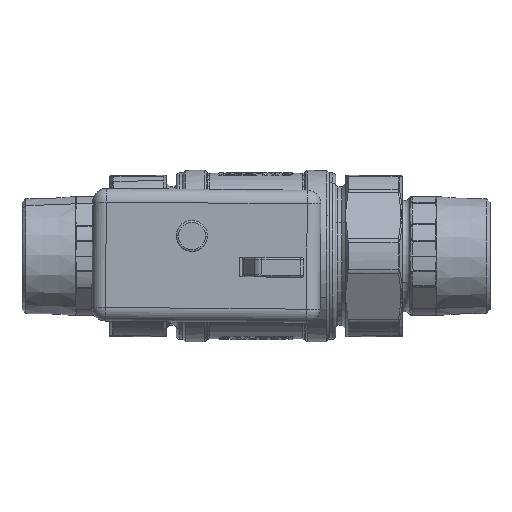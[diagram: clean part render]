
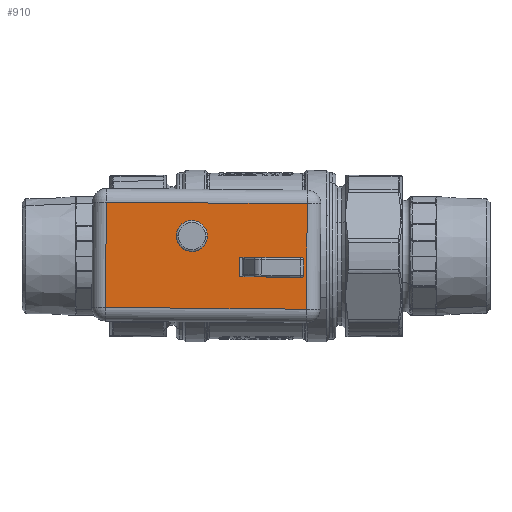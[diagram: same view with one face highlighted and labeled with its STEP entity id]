
A CAD part, left-side view. The second image highlights one B-rep face of the part: STEP entity #910.
In plain terms, the highlighted planar face has unit normal (-1, 0, 0).
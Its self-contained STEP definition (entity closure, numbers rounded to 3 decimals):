
#773=CARTESIAN_POINT('Vertex',(12.194,-200.491,-142.408)) ;
#778=CARTESIAN_POINT('Line Origine',(12.194,-200.447,-147.408)) ;
#782=CARTESIAN_POINT('Vertex',(12.194,-200.403,-152.408)) ;
#828=CARTESIAN_POINT('Axis2P3D Location',(12.194,-235.183,-108.037)) ;
#833=CARTESIAN_POINT('Line Origine',(12.194,-131.89,-141.137)) ;
#837=CARTESIAN_POINT('Vertex',(12.194,-132.126,-114.138)) ;
#839=CARTESIAN_POINT('Vertex',(12.194,-131.654,-168.136)) ;
#842=CARTESIAN_POINT('Line Origine',(12.194,-183.152,-168.585)) ;
#846=CARTESIAN_POINT('Vertex',(12.194,-234.65,-169.035)) ;
#849=CARTESIAN_POINT('Line Origine',(12.194,-234.886,-142.036)) ;
#853=CARTESIAN_POINT('Vertex',(12.194,-235.122,-115.037)) ;
#856=CARTESIAN_POINT('Line Origine',(12.194,-183.624,-114.587)) ;
#867=CARTESIAN_POINT('Line Origine',(12.194,-212.446,-147.513)) ;
#871=CARTESIAN_POINT('Vertex',(12.194,-212.403,-152.513)) ;
#873=CARTESIAN_POINT('Vertex',(12.194,-212.49,-142.513)) ;
#876=CARTESIAN_POINT('Line Origine',(12.194,-206.403,-152.46)) ;
#881=CARTESIAN_POINT('Line Origine',(12.194,-206.49,-142.461)) ;
#892=CARTESIAN_POINT('Axis2P3D Location',(12.194,-175.976,-131.521)) ;
#896=CARTESIAN_POINT('Vertex',(12.194,-173.476,-131.499)) ;
#898=CARTESIAN_POINT('Vertex',(12.194,-178.475,-131.543)) ;
#901=CARTESIAN_POINT('Axis2P3D Location',(12.194,-175.976,-131.521)) ;
#780=VECTOR('Line Direction',#779,1.) ;
#835=VECTOR('Line Direction',#834,1.) ;
#844=VECTOR('Line Direction',#843,1.) ;
#851=VECTOR('Line Direction',#850,1.) ;
#858=VECTOR('Line Direction',#857,1.) ;
#869=VECTOR('Line Direction',#868,1.) ;
#878=VECTOR('Line Direction',#877,1.) ;
#883=VECTOR('Line Direction',#882,1.) ;
#779=DIRECTION('Vector Direction',(0.,-0.009,1.)) ;
#829=DIRECTION('Axis2P3D Direction',(-1.,0.,0.)) ;
#830=DIRECTION('Axis2P3D XDirection',(0.,1.,0.009)) ;
#834=DIRECTION('Vector Direction',(0.,0.009,-1.)) ;
#843=DIRECTION('Vector Direction',(0.,1.,0.009)) ;
#850=DIRECTION('Vector Direction',(0.,0.009,-1.)) ;
#857=DIRECTION('Vector Direction',(0.,1.,0.009)) ;
#868=DIRECTION('Vector Direction',(0.,0.009,-1.)) ;
#877=DIRECTION('Vector Direction',(0.,-1.,-0.009)) ;
#882=DIRECTION('Vector Direction',(0.,1.,0.009)) ;
#893=DIRECTION('Axis2P3D Direction',(-1.,0.,0.)) ;
#902=DIRECTION('Axis2P3D Direction',(-1.,0.,0.)) ;
#831=AXIS2_PLACEMENT_3D('Plane Axis2P3D',#828,#829,#830) ;
#894=AXIS2_PLACEMENT_3D('Circle Axis2P3D',#892,#893,$) ;
#903=AXIS2_PLACEMENT_3D('Circle Axis2P3D',#901,#902,$) ;
#781=LINE('Line',#778,#780) ;
#836=LINE('Line',#833,#835) ;
#845=LINE('Line',#842,#844) ;
#852=LINE('Line',#849,#851) ;
#859=LINE('Line',#856,#858) ;
#870=LINE('Line',#867,#869) ;
#879=LINE('Line',#876,#878) ;
#884=LINE('Line',#881,#883) ;
#895=CIRCLE('generated circle',#894,2.5) ;
#904=CIRCLE('generated circle',#903,2.5) ;
#832=PLANE('',#831) ;
#891=FACE_BOUND('',#886,.T.) ;
#909=FACE_BOUND('',#906,.T.) ;
#784=EDGE_CURVE('',#774,#783,#781,.F.) ;
#841=EDGE_CURVE('',#838,#840,#836,.T.) ;
#848=EDGE_CURVE('',#847,#840,#845,.T.) ;
#855=EDGE_CURVE('',#854,#847,#852,.T.) ;
#860=EDGE_CURVE('',#854,#838,#859,.T.) ;
#875=EDGE_CURVE('',#872,#874,#870,.F.) ;
#880=EDGE_CURVE('',#783,#872,#879,.T.) ;
#885=EDGE_CURVE('',#874,#774,#884,.T.) ;
#900=EDGE_CURVE('',#897,#899,#895,.T.) ;
#905=EDGE_CURVE('',#899,#897,#904,.T.) ;
#862=ORIENTED_EDGE('',*,*,#841,.T.) ;
#863=ORIENTED_EDGE('',*,*,#848,.F.) ;
#864=ORIENTED_EDGE('',*,*,#855,.F.) ;
#865=ORIENTED_EDGE('',*,*,#860,.T.) ;
#887=ORIENTED_EDGE('',*,*,#875,.F.) ;
#888=ORIENTED_EDGE('',*,*,#880,.F.) ;
#889=ORIENTED_EDGE('',*,*,#784,.F.) ;
#890=ORIENTED_EDGE('',*,*,#885,.F.) ;
#907=ORIENTED_EDGE('',*,*,#900,.F.) ;
#908=ORIENTED_EDGE('',*,*,#905,.F.) ;
#861=EDGE_LOOP('',(#862,#863,#864,#865)) ;
#886=EDGE_LOOP('',(#887,#888,#889,#890)) ;
#906=EDGE_LOOP('',(#907,#908)) ;
#774=VERTEX_POINT('',#773) ;
#783=VERTEX_POINT('',#782) ;
#838=VERTEX_POINT('',#837) ;
#840=VERTEX_POINT('',#839) ;
#847=VERTEX_POINT('',#846) ;
#854=VERTEX_POINT('',#853) ;
#872=VERTEX_POINT('',#871) ;
#874=VERTEX_POINT('',#873) ;
#897=VERTEX_POINT('',#896) ;
#899=VERTEX_POINT('',#898) ;
#910=ADVANCED_FACE('PartBody',(#866,#891,#909),#832,.T.) ;
#866=FACE_OUTER_BOUND('',#861,.T.) ;
